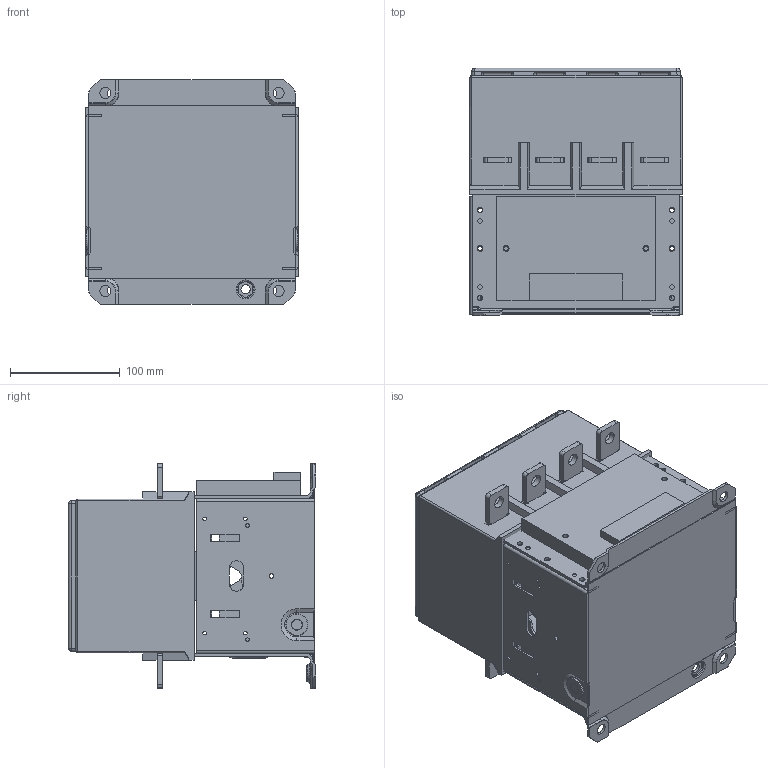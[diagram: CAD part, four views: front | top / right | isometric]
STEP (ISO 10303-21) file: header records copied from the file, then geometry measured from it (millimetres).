
FILE_DESCRIPTION(/* description */ (''),/* implementation_level */ '2;1');
FILE_NAME(/* name */ 'B250-400 4P_CATALOG.stp',/* time_stamp */ '2020-06-17T07:44:28+02:00',/* author */ (''),/* organization */ (''),/* preprocessor_version */ 'ST-DEVELOPER v16',/* originating_system */ 'SIEMENS PLM Software NX 10.0',/* authorisation */ '');
FILE_SCHEMA (('CONFIG_CONTROL_DESIGN'));
Length unit declared in the file: millimetre
Products named in the file (1): B250-400 4P_CATALOG
Bounding box: 192.9 x 225 x 204 mm (x, y, z)
Surface area: 499171.1 mm2 (no closed solid volume)
Topology: 0 solids, 36 shells, 695 faces, 2786 edges, 2077 vertices
Faces by surface type: plane 333, cylinder 265, torus 41, bspline 28, cone 22, sphere 6
Full cylindrical faces by diameter (mm): 3.242 x8, 3.4 x4, 3.6 x2, 4 x8, 4.134 x10, 5.2 x2, 5.3 x12, 6 x4, 6.6 x1, 8.4 x3, 8.8 x1, 10 x5, 10.1 x3, 11 x8, 14 x2, 15.127 x1, 20 x3, 28 x1
Entity records: 30074 total; most frequent: CARTESIAN_POINT 6768, DIRECTION 4908, ORIENTED_EDGE 4081, EDGE_CURVE 2667, VERTEX_POINT 2056, AXIS2_PLACEMENT_3D 1667, LINE 1574, VECTOR 1574
